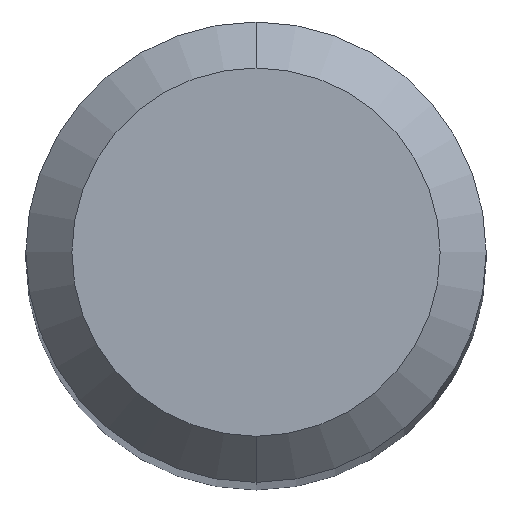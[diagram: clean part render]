
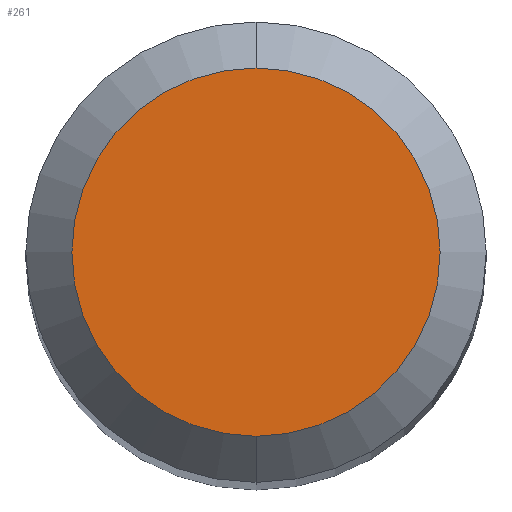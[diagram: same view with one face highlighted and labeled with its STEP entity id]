
A CAD part, top view. The second image highlights one B-rep face of the part: STEP entity #261.
In plain terms, the highlighted planar face has unit normal (0, 0, 1).
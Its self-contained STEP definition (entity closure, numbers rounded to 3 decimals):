
#195=EDGE_CURVE('',#229,#295,#505,.T.);
#229=VERTEX_POINT('',#542);
#261=ADVANCED_FACE('',(#576),#577,.T.);
#295=VERTEX_POINT('',#615);
#439=EDGE_CURVE('',#295,#229,#773,.T.);
#505=CIRCLE('',#865,1.2);
#542=CARTESIAN_POINT('',(0.0,1.2,0.0));
#576=FACE_OUTER_BOUND('',#1002,.T.);
#577=PLANE('',#1003);
#615=CARTESIAN_POINT('',(0.,-1.2,0.0));
#773=CIRCLE('',#1389,1.2);
#865=AXIS2_PLACEMENT_3D('',#1482,#1483,#1484);
#1002=EDGE_LOOP('',(#1554,#1555));
#1003=AXIS2_PLACEMENT_3D('',#1556,#1557,#1558);
#1389=AXIS2_PLACEMENT_3D('',#1773,#1774,#1775);
#1482=CARTESIAN_POINT('',(0.0,0.0,0.0));
#1483=DIRECTION('',(0.0,0.0,-1.0));
#1484=DIRECTION('',(0.0,1.0,0.0));
#1554=ORIENTED_EDGE('',*,*,#195,.F.);
#1555=ORIENTED_EDGE('',*,*,#439,.F.);
#1556=CARTESIAN_POINT('',(0.0,0.6,0.0));
#1557=DIRECTION('',(-0.0,0.0,1.0));
#1558=DIRECTION('',(0.0,-1.0,0.0));
#1773=CARTESIAN_POINT('',(0.0,0.0,0.0));
#1774=DIRECTION('',(0.0,0.0,-1.0));
#1775=DIRECTION('',(0.0,1.0,0.0));
